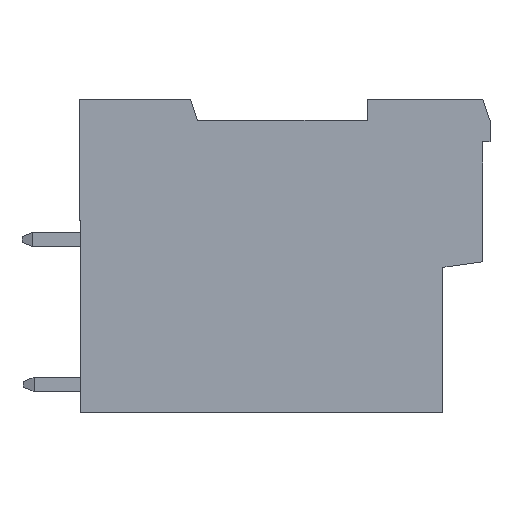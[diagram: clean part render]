
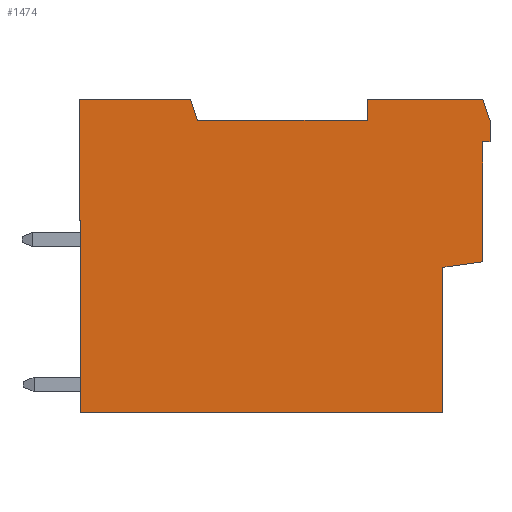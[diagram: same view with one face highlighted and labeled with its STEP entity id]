
A CAD part, left-side view. The second image highlights one B-rep face of the part: STEP entity #1474.
In plain terms, the highlighted planar face has unit normal (-1, 0, 0).
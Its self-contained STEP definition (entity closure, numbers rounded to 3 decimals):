
#1474 = ADVANCED_FACE( '', ( #3004 ), #3005, .T. );
#3004 = FACE_OUTER_BOUND( '', #4600, .T. );
#3005 = PLANE( '', #4601 );
#4600 = EDGE_LOOP( '', ( #8806, #8807, #8808, #8809, #8810, #8811, #8812, #8813, #8814, #8815, #8816, #8817, #8818, #8819, #8820 ) );
#4601 = AXIS2_PLACEMENT_3D( '', #8821, #8822, #8823 );
#8806 = ORIENTED_EDGE( '', *, *, #11502, .T. );
#8807 = ORIENTED_EDGE( '', *, *, #11059, .F. );
#8808 = ORIENTED_EDGE( '', *, *, #11271, .T. );
#8809 = ORIENTED_EDGE( '', *, *, #11503, .T. );
#8810 = ORIENTED_EDGE( '', *, *, #11027, .T. );
#8811 = ORIENTED_EDGE( '', *, *, #11149, .T. );
#8812 = ORIENTED_EDGE( '', *, *, #11214, .T. );
#8813 = ORIENTED_EDGE( '', *, *, #9933, .T. );
#8814 = ORIENTED_EDGE( '', *, *, #10893, .T. );
#8815 = ORIENTED_EDGE( '', *, *, #11105, .T. );
#8816 = ORIENTED_EDGE( '', *, *, #9796, .T. );
#8817 = ORIENTED_EDGE( '', *, *, #9972, .T. );
#8818 = ORIENTED_EDGE( '', *, *, #11358, .T. );
#8819 = ORIENTED_EDGE( '', *, *, #10667, .T. );
#8820 = ORIENTED_EDGE( '', *, *, #11504, .T. );
#8821 = CARTESIAN_POINT( '', ( -11.16, 0., 0. ) );
#8822 = DIRECTION( '', ( -1., 0., 0. ) );
#8823 = DIRECTION( '', ( 0., 0., 1. ) );
#9796 = EDGE_CURVE( '', #11735, #11733, #11736, .T. );
#9933 = EDGE_CURVE( '', #11982, #11983, #11984, .T. );
#9972 = EDGE_CURVE( '', #11733, #12050, #12052, .T. );
#10667 = EDGE_CURVE( '', #13205, #13203, #13206, .F. );
#10893 = EDGE_CURVE( '', #11983, #13531, #13533, .T. );
#11027 = EDGE_CURVE( '', #13727, #13725, #13728, .T. );
#11059 = EDGE_CURVE( '', #13772, #13770, #13774, .T. );
#11105 = EDGE_CURVE( '', #13531, #11735, #13840, .F. );
#11149 = EDGE_CURVE( '', #13725, #13897, #13899, .T. );
#11214 = EDGE_CURVE( '', #13897, #11982, #13985, .T. );
#11271 = EDGE_CURVE( '', #13772, #14058, #14060, .T. );
#11358 = EDGE_CURVE( '', #12050, #13205, #14166, .T. );
#11502 = EDGE_CURVE( '', #14329, #13770, #14330, .T. );
#11503 = EDGE_CURVE( '', #14058, #13727, #14331, .T. );
#11504 = EDGE_CURVE( '', #13203, #14329, #14332, .T. );
#11733 = VERTEX_POINT( '', #14598 );
#11735 = VERTEX_POINT( '', #14601 );
#11736 = LINE( '', #14602, #14603 );
#11982 = VERTEX_POINT( '', #14957 );
#11983 = VERTEX_POINT( '', #14958 );
#11984 = LINE( '', #14959, #14960 );
#12050 = VERTEX_POINT( '', #15050 );
#12052 = LINE( '', #15053, #15054 );
#13203 = VERTEX_POINT( '', #16736 );
#13205 = VERTEX_POINT( '', #16739 );
#13206 = LINE( '', #16740, #16741 );
#13531 = VERTEX_POINT( '', #17224 );
#13533 = LINE( '', #17227, #17228 );
#13725 = VERTEX_POINT( '', #17507 );
#13727 = VERTEX_POINT( '', #17510 );
#13728 = LINE( '', #17511, #17512 );
#13770 = VERTEX_POINT( '', #17577 );
#13772 = VERTEX_POINT( '', #17580 );
#13774 = LINE( '', #17583, #17584 );
#13840 = LINE( '', #17680, #17681 );
#13897 = VERTEX_POINT( '', #17767 );
#13899 = LINE( '', #17770, #17771 );
#13985 = LINE( '', #17899, #17900 );
#14058 = VERTEX_POINT( '', #18009 );
#14060 = LINE( '', #18012, #18013 );
#14166 = LINE( '', #18176, #18177 );
#14329 = VERTEX_POINT( '', #18414 );
#14330 = LINE( '', #18415, #18416 );
#14331 = LINE( '', #18417, #18418 );
#14332 = LINE( '', #18419, #18420 );
#14598 = CARTESIAN_POINT( '', ( -11.16, -5.95, 11. ) );
#14601 = CARTESIAN_POINT( '', ( -11.16, -14.05, 11. ) );
#14602 = CARTESIAN_POINT( '', ( -11.16, -14.55, 11. ) );
#14603 = VECTOR( '', #18673, 1000. );
#14957 = CARTESIAN_POINT( '', ( -11.16, -14.05, 8. ) );
#14958 = CARTESIAN_POINT( '', ( -11.16, -14.55, 8. ) );
#14959 = CARTESIAN_POINT( '', ( -11.16, -14.55, 8. ) );
#14960 = VECTOR( '', #18794, 1000. );
#15050 = CARTESIAN_POINT( '', ( -11.16, -5.95, 9.5 ) );
#15053 = CARTESIAN_POINT( '', ( -11.16, -5.95, 11. ) );
#15054 = VECTOR( '', #18835, 1000. );
#16736 = CARTESIAN_POINT( '', ( -11.16, 6.45, 11. ) );
#16739 = CARTESIAN_POINT( '', ( -11.16, 5.95, 9.5 ) );
#16740 = CARTESIAN_POINT( '', ( -11.16, 2.505, -0.835 ) );
#16741 = VECTOR( '', #19479, 1000. );
#17224 = CARTESIAN_POINT( '', ( -11.16, -14.55, 9.5 ) );
#17227 = CARTESIAN_POINT( '', ( -11.16, -14.55, 8. ) );
#17228 = VECTOR( '', #19684, 1000. );
#17507 = CARTESIAN_POINT( '', ( -11.16, -11.25, -0.8 ) );
#17510 = CARTESIAN_POINT( '', ( -11.16, -11.25, -11. ) );
#17511 = CARTESIAN_POINT( '', ( -11.16, -11.25, -11. ) );
#17512 = VECTOR( '', #19797, 1000. );
#17577 = CARTESIAN_POINT( '', ( -11.16, 14.25, 2.5 ) );
#17580 = CARTESIAN_POINT( '', ( -11.16, 14.15, 2.5 ) );
#17583 = CARTESIAN_POINT( '', ( -11.16, 14.15, 2.5 ) );
#17584 = VECTOR( '', #19823, 1000. );
#17680 = CARTESIAN_POINT( '', ( -11.16, -15.945, 5.315 ) );
#17681 = VECTOR( '', #19866, 1000. );
#17767 = CARTESIAN_POINT( '', ( -11.16, -14.05, -0.4 ) );
#17770 = CARTESIAN_POINT( '', ( -11.16, -11.25, -0.8 ) );
#17771 = VECTOR( '', #19906, 1000. );
#17899 = CARTESIAN_POINT( '', ( -11.16, -14.05, 8. ) );
#17900 = VECTOR( '', #19967, 1000. );
#18009 = CARTESIAN_POINT( '', ( -11.16, 14.15, -11. ) );
#18012 = CARTESIAN_POINT( '', ( -11.16, 14.15, 2.5 ) );
#18013 = VECTOR( '', #20008, 1000. );
#18176 = CARTESIAN_POINT( '', ( -11.16, -5.95, 9.5 ) );
#18177 = VECTOR( '', #20078, 1000. );
#18414 = CARTESIAN_POINT( '', ( -11.16, 14.25, 11. ) );
#18415 = CARTESIAN_POINT( '', ( -11.16, 14.25, 11. ) );
#18416 = VECTOR( '', #20165, 1000. );
#18417 = CARTESIAN_POINT( '', ( -11.16, 14.25, -11. ) );
#18418 = VECTOR( '', #20166, 1000. );
#18419 = CARTESIAN_POINT( '', ( -11.16, 5.95, 11. ) );
#18420 = VECTOR( '', #20167, 1000. );
#18673 = DIRECTION( '', ( 0., 1., 0. ) );
#18794 = DIRECTION( '', ( 0., -1., 0. ) );
#18835 = DIRECTION( '', ( 0., 0., -1. ) );
#19479 = DIRECTION( '', ( 0., -0.316, -0.949 ) );
#19684 = DIRECTION( '', ( 0., 0., 1. ) );
#19797 = DIRECTION( '', ( 0., 0., 1. ) );
#19823 = DIRECTION( '', ( 0., 1., 0. ) );
#19866 = DIRECTION( '', ( 0., -0.316, -0.949 ) );
#19906 = DIRECTION( '', ( 0., -0.99, 0.141 ) );
#19967 = DIRECTION( '', ( 0., 0., 1. ) );
#20008 = DIRECTION( '', ( 0., 0., -1. ) );
#20078 = DIRECTION( '', ( 0., 1., 0. ) );
#20165 = DIRECTION( '', ( 0., 0., -1. ) );
#20166 = DIRECTION( '', ( 0., -1., 0. ) );
#20167 = DIRECTION( '', ( 0., 1., 0. ) );
